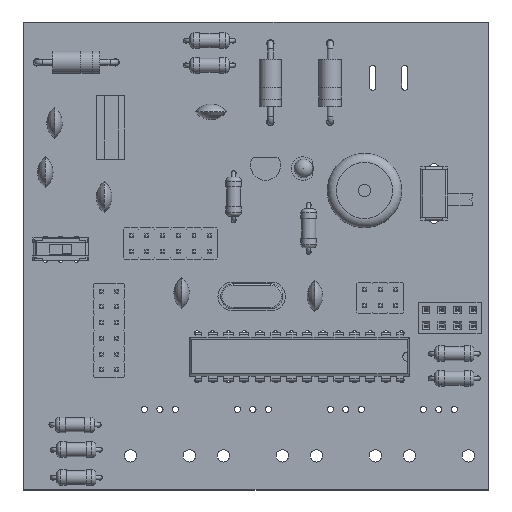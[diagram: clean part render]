
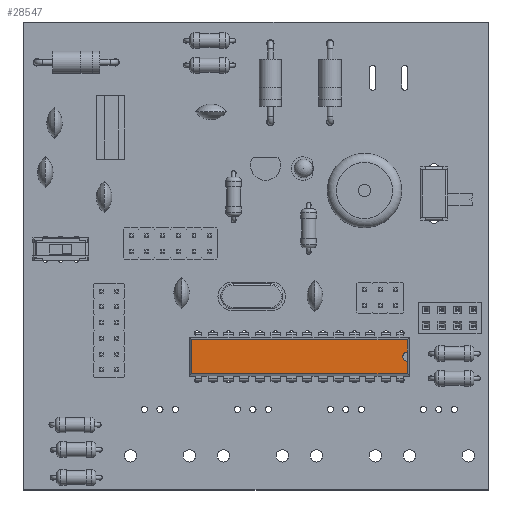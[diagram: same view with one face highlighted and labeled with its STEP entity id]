
A CAD part, top view. The second image highlights one B-rep face of the part: STEP entity #28547.
In plain terms, the highlighted planar face has unit normal (0, 0, 1).
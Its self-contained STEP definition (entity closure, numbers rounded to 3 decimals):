
#22565 = VERTEX_POINT('',#22566);
#22566 = CARTESIAN_POINT('',(6.586,0.871,3.68));
#22571 = EDGE_CURVE('',#22572,#22565,#22574,.T.);
#22572 = VERTEX_POINT('',#22573);
#22573 = CARTESIAN_POINT('',(6.586,-33.891,3.68));
#22574 = LINE('',#22575,#22576);
#22575 = CARTESIAN_POINT('',(6.586,-33.891,3.68));
#22576 = VECTOR('',#22577,1.);
#22577 = DIRECTION('',(0.,1.,0.));
#25331 = VERTEX_POINT('',#25332);
#25332 = CARTESIAN_POINT('',(1.034,0.871,3.68));
#25337 = EDGE_CURVE('',#25338,#25331,#25340,.T.);
#25338 = VERTEX_POINT('',#25339);
#25339 = CARTESIAN_POINT('',(3.064,0.871,3.68));
#25340 = LINE('',#25341,#25342);
#25341 = CARTESIAN_POINT('',(6.586,0.871,3.68));
#25342 = VECTOR('',#25343,1.);
#25343 = DIRECTION('',(-1.,0.,0.));
#25558 = VERTEX_POINT('',#25559);
#25559 = CARTESIAN_POINT('',(4.556,0.871,3.68));
#25663 = EDGE_CURVE('',#22565,#25558,#25664,.T.);
#25664 = LINE('',#25665,#25666);
#25665 = CARTESIAN_POINT('',(6.586,0.871,3.68));
#25666 = VECTOR('',#25667,1.);
#25667 = DIRECTION('',(-1.,0.,0.));
#25777 = VERTEX_POINT('',#25778);
#25778 = CARTESIAN_POINT('',(1.034,-33.891,3.68));
#25783 = EDGE_CURVE('',#25331,#25777,#25784,.T.);
#25784 = LINE('',#25785,#25786);
#25785 = CARTESIAN_POINT('',(1.034,0.871,3.68));
#25786 = VECTOR('',#25787,1.);
#25787 = DIRECTION('',(0.,-1.,0.));
#28536 = EDGE_CURVE('',#25777,#22572,#28537,.T.);
#28537 = LINE('',#28538,#28539);
#28538 = CARTESIAN_POINT('',(1.034,-33.891,3.68));
#28539 = VECTOR('',#28540,1.);
#28540 = DIRECTION('',(1.,0.,0.));
#28547 = ADVANCED_FACE('',(#28548),#28571,.F.);
#28548 = FACE_BOUND('',#28549,.F.);
#28549 = EDGE_LOOP('',(#28550,#28551,#28552,#28553,#28554,#28563,#28570)
  );
#28550 = ORIENTED_EDGE('',*,*,#22571,.F.);
#28551 = ORIENTED_EDGE('',*,*,#28536,.F.);
#28552 = ORIENTED_EDGE('',*,*,#25783,.F.);
#28553 = ORIENTED_EDGE('',*,*,#25337,.F.);
#28554 = ORIENTED_EDGE('',*,*,#28555,.F.);
#28555 = EDGE_CURVE('',#28556,#25338,#28558,.T.);
#28556 = VERTEX_POINT('',#28557);
#28557 = CARTESIAN_POINT('',(3.81,0.196,3.68));
#28558 = CIRCLE('',#28559,0.75);
#28559 = AXIS2_PLACEMENT_3D('',#28560,#28561,#28562);
#28560 = CARTESIAN_POINT('',(3.81,0.946,3.68));
#28561 = DIRECTION('',(0.,-0.,-1.));
#28562 = DIRECTION('',(0.,-1.,0.));
#28563 = ORIENTED_EDGE('',*,*,#28564,.F.);
#28564 = EDGE_CURVE('',#25558,#28556,#28565,.T.);
#28565 = CIRCLE('',#28566,0.75);
#28566 = AXIS2_PLACEMENT_3D('',#28567,#28568,#28569);
#28567 = CARTESIAN_POINT('',(3.81,0.946,3.68));
#28568 = DIRECTION('',(0.,-0.,-1.));
#28569 = DIRECTION('',(0.,-1.,0.));
#28570 = ORIENTED_EDGE('',*,*,#25663,.F.);
#28571 = PLANE('',#28572);
#28572 = AXIS2_PLACEMENT_3D('',#28573,#28574,#28575);
#28573 = CARTESIAN_POINT('',(6.586,-33.891,3.68));
#28574 = DIRECTION('',(-0.,0.,-1.));
#28575 = DIRECTION('',(-0.158,0.987,0.));
